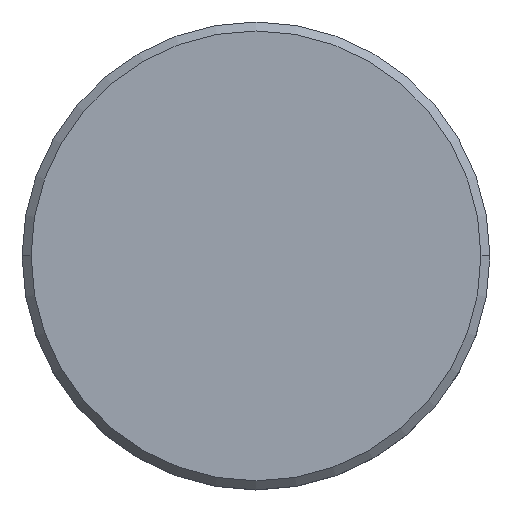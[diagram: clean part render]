
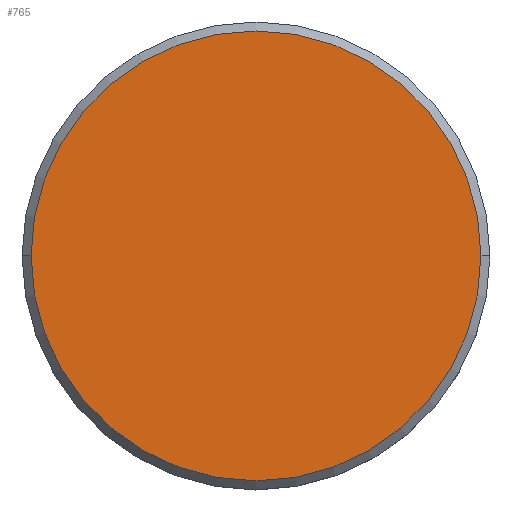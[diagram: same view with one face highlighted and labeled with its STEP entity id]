
A CAD part, top view. The second image highlights one B-rep face of the part: STEP entity #765.
In plain terms, the highlighted planar face has unit normal (0, 0, 1).
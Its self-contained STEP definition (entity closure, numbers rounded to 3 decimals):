
#165 = ORIENTED_EDGE ( 'NONE', *, *, #833, .T. ) ;
#179 = ORIENTED_EDGE ( 'NONE', *, *, #972, .T. ) ;
#222 = CARTESIAN_POINT ( 'NONE',  ( 0., 0., 0. ) ) ;
#229 = CIRCLE ( 'NONE', #368, 12.5 ) ;
#230 = FACE_OUTER_BOUND ( 'NONE', #1135, .T. ) ;
#234 = CARTESIAN_POINT ( 'NONE',  ( 0., 0., 0. ) ) ;
#320 = VERTEX_POINT ( 'NONE', #512 ) ;
#348 = DIRECTION ( 'NONE',  ( 1., 0., 0. ) ) ;
#368 = AXIS2_PLACEMENT_3D ( 'NONE', #431, #1163, #348 ) ;
#415 = DIRECTION ( 'NONE',  ( 0., 0., 1. ) ) ;
#431 = CARTESIAN_POINT ( 'NONE',  ( 0., 0., 0. ) ) ;
#512 = CARTESIAN_POINT ( 'NONE',  ( 12.5, 0., 0. ) ) ;
#560 = CIRCLE ( 'NONE', #1148, 12.5 ) ;
#635 = CARTESIAN_POINT ( 'NONE',  ( -12.5, 0., 0. ) ) ;
#765 = ADVANCED_FACE ( 'NONE', ( #230 ), #962, .T. ) ;
#780 = DIRECTION ( 'NONE',  ( 1., 0., 0. ) ) ;
#833 = EDGE_CURVE ( 'NONE', #864, #320, #560, .T. ) ;
#864 = VERTEX_POINT ( 'NONE', #635 ) ;
#868 = DIRECTION ( 'NONE',  ( 0., 0., 1. ) ) ;
#962 = PLANE ( 'NONE',  #1033 ) ;
#972 = EDGE_CURVE ( 'NONE', #320, #864, #229, .T. ) ;
#1033 = AXIS2_PLACEMENT_3D ( 'NONE', #234, #868, #780 ) ;
#1122 = DIRECTION ( 'NONE',  ( 1., 0., 0. ) ) ;
#1135 = EDGE_LOOP ( 'NONE', ( #165, #179 ) ) ;
#1148 = AXIS2_PLACEMENT_3D ( 'NONE', #222, #415, #1122 ) ;
#1163 = DIRECTION ( 'NONE',  ( 0., 0., 1. ) ) ;
